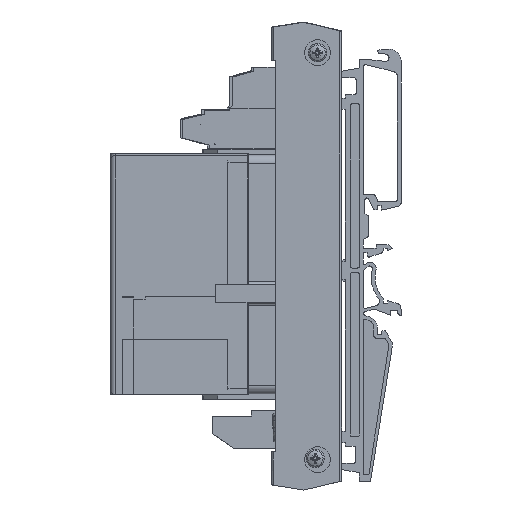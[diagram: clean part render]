
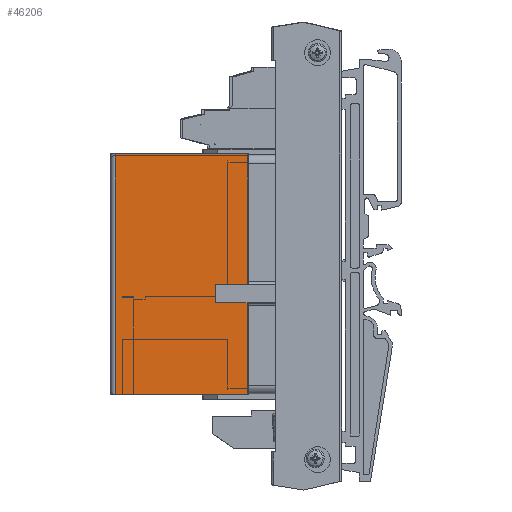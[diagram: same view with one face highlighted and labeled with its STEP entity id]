
A CAD part, left-side view. The second image highlights one B-rep face of the part: STEP entity #46206.
In plain terms, the highlighted face is planar.
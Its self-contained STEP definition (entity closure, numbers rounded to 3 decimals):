
#46108=CARTESIAN_POINT('',(17.313,0.312,-65.313));
#46109=VERTEX_POINT('',#46108);
#46127=CARTESIAN_POINT('',(17.313,0.312,0.0));
#46128=VERTEX_POINT('',#46127);
#46136=CARTESIAN_POINT('',(17.313,0.312,0.0));
#46137=DIRECTION('',(0.0,0.0,-1.0));
#46138=VECTOR('',#46137,65.313);
#46139=LINE('',#46136,#46138);
#46140=EDGE_CURVE('',#46128,#46109,#46139,.T.);
#46176=CARTESIAN_POINT('',(17.313,37.5,0.0));
#46177=DIRECTION('',(1.0,0.0,0.0));
#46178=DIRECTION('',(0.0,-1.0,0.0));
#46179=AXIS2_PLACEMENT_3D('',#46176,#46177,#46178);
#46180=PLANE('',#46179);
#46181=ORIENTED_EDGE('',*,*,#46140,.F.);
#46182=CARTESIAN_POINT('',(17.313,36.25,0.0));
#46183=VERTEX_POINT('',#46182);
#46184=CARTESIAN_POINT('',(17.313,36.25,0.0));
#46185=DIRECTION('',(0.0,-1.0,0.0));
#46186=VECTOR('',#46185,35.938);
#46187=LINE('',#46184,#46186);
#46188=EDGE_CURVE('',#46183,#46128,#46187,.T.);
#46189=ORIENTED_EDGE('',*,*,#46188,.F.);
#46190=CARTESIAN_POINT('',(17.313,36.25,-65.313));
#46191=VERTEX_POINT('',#46190);
#46192=CARTESIAN_POINT('',(17.313,36.25,-65.313));
#46193=DIRECTION('',(0.0,0.0,1.0));
#46194=VECTOR('',#46193,65.313);
#46195=LINE('',#46192,#46194);
#46196=EDGE_CURVE('',#46191,#46183,#46195,.T.);
#46197=ORIENTED_EDGE('',*,*,#46196,.F.);
#46198=CARTESIAN_POINT('',(17.313,36.25,-65.313));
#46199=DIRECTION('',(0.0,-1.0,0.0));
#46200=VECTOR('',#46199,35.938);
#46201=LINE('',#46198,#46200);
#46202=EDGE_CURVE('',#46191,#46109,#46201,.T.);
#46203=ORIENTED_EDGE('',*,*,#46202,.T.);
#46204=EDGE_LOOP('',(#46181,#46189,#46197,#46203));
#46205=FACE_OUTER_BOUND('',#46204,.T.);
#46206=ADVANCED_FACE('',(#46205),#46180,.F.);
